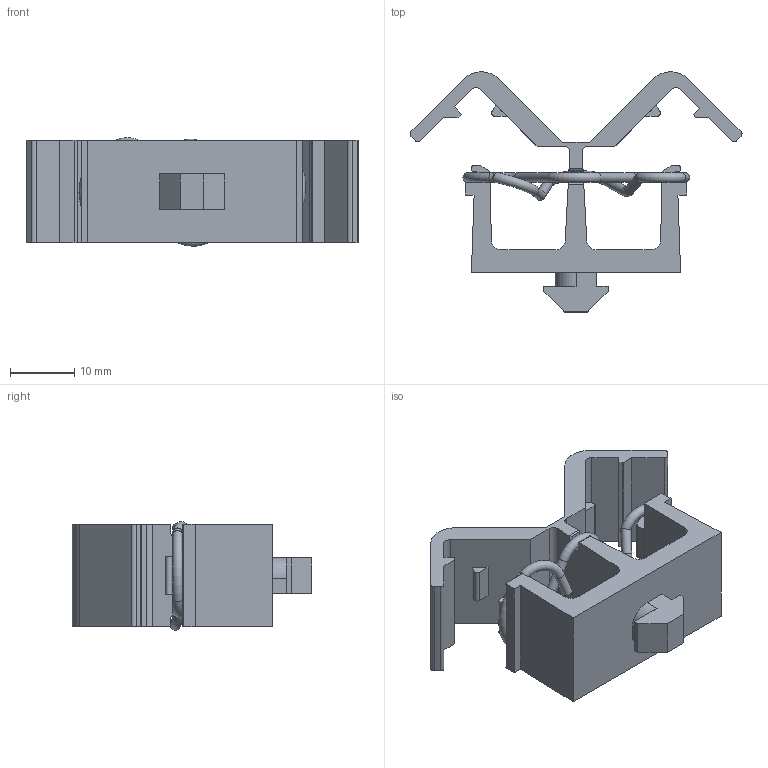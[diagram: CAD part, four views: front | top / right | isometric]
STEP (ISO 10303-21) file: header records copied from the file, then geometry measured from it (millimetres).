
FILE_DESCRIPTION(/* description */ ('KriTec Clip-Kabelbinder mit Gummi und Einschwenkfuß für Nut 6'),/* implementation_level */ '2;1');
FILE_NAME(/* name */ '13539_KriTec_Clip-Kabelbinder_mit_Gummi_und_Einschwenkfuß_für_Nut_6.stp',/* time_stamp */ '2019-12-17T09:49:13+01:00',/* author */ ('Nell'),/* organization */ (''),/* preprocessor_version */ 'ST-DEVELOPER v17',/* originating_system */ 'Autodesk Inventor 2018',/* authorisation */ ' ');
FILE_SCHEMA (('AUTOMOTIVE_DESIGN { 1 0 10303 214 3 1 1 }'));
Length unit declared in the file: millimetre
Products named in the file (1): 13539
Bounding box: 51.73 x 37.38 x 16.9 mm (x, y, z)
Volume: 6621.3 mm3; surface area: 6116.9 mm2
Topology: 1 solids, 1 shells, 133 faces, 392 edges, 258 vertices
Faces by surface type: plane 78, cylinder 43, torus 9, sphere 3
Full cylindrical faces by diameter (mm): 1.52 x7
Entity records: 4560 total; most frequent: CARTESIAN_POINT 868, DIRECTION 781, ORIENTED_EDGE 776, EDGE_CURVE 388, AXIS2_PLACEMENT_3D 265, VERTEX_POINT 258, LINE 251, VECTOR 251
